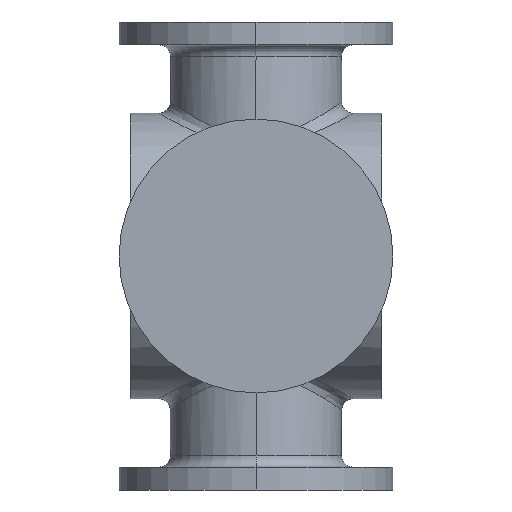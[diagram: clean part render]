
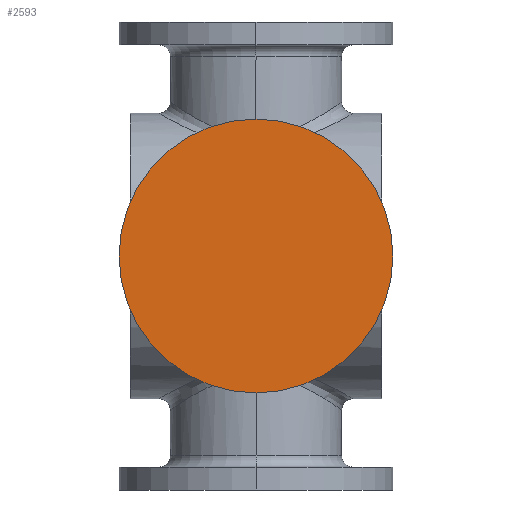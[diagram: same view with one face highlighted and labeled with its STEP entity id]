
A CAD part, left-side view. The second image highlights one B-rep face of the part: STEP entity #2593.
In plain terms, the highlighted planar face has unit normal (-1, 0, 0).
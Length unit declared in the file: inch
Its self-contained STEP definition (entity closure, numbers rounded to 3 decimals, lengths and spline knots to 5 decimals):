
#240 = CARTESIAN_POINT ( 'NONE',  ( -1.025, 0.55, 0. ) ) ;
#263 = EDGE_CURVE ( 'NONE', #1121, #1358, #3107, .T. ) ;
#273 = EDGE_LOOP ( 'NONE', ( #3017, #3291 ) ) ;
#521 = DIRECTION ( 'NONE',  ( -1., 0., 0. ) ) ;
#647 = EDGE_CURVE ( 'NONE', #1358, #1121, #2871, .T. ) ;
#1121 = VERTEX_POINT ( 'NONE', #1495 ) ;
#1331 = FACE_OUTER_BOUND ( 'NONE', #273, .T. ) ;
#1358 = VERTEX_POINT ( 'NONE', #2260 ) ;
#1495 = CARTESIAN_POINT ( 'NONE',  ( -1.025, 0.55, -0.6 ) ) ;
#1597 = DIRECTION ( 'NONE',  ( -1., 0., 0. ) ) ;
#1838 = DIRECTION ( 'NONE',  ( 0., 0., 1. ) ) ;
#2070 = AXIS2_PLACEMENT_3D ( 'NONE', #3287, #521, #3038 ) ;
#2126 = CARTESIAN_POINT ( 'NONE',  ( -1.025, 0.55, 0. ) ) ;
#2164 = DIRECTION ( 'NONE',  ( 0., 0., 1. ) ) ;
#2260 = CARTESIAN_POINT ( 'NONE',  ( -1.025, 0.55, 0.6 ) ) ;
#2477 = PLANE ( 'NONE',  #2070 ) ;
#2593 = ADVANCED_FACE ( 'NONE', ( #1331 ), #2477, .T. ) ;
#2871 = CIRCLE ( 'NONE', #3334, 0.6 ) ;
#3017 = ORIENTED_EDGE ( 'NONE', *, *, #647, .T. ) ;
#3038 = DIRECTION ( 'NONE',  ( 0., 0., 1. ) ) ;
#3107 = CIRCLE ( 'NONE', #3217, 0.6 ) ;
#3217 = AXIS2_PLACEMENT_3D ( 'NONE', #240, #3225, #2164 ) ;
#3225 = DIRECTION ( 'NONE',  ( -1., 0., 0. ) ) ;
#3287 = CARTESIAN_POINT ( 'NONE',  ( -1.025, 0.55, 0. ) ) ;
#3291 = ORIENTED_EDGE ( 'NONE', *, *, #263, .T. ) ;
#3334 = AXIS2_PLACEMENT_3D ( 'NONE', #2126, #1597, #1838 ) ;
